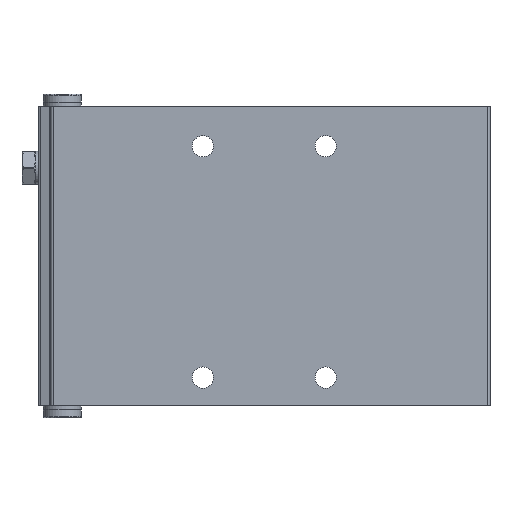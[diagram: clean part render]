
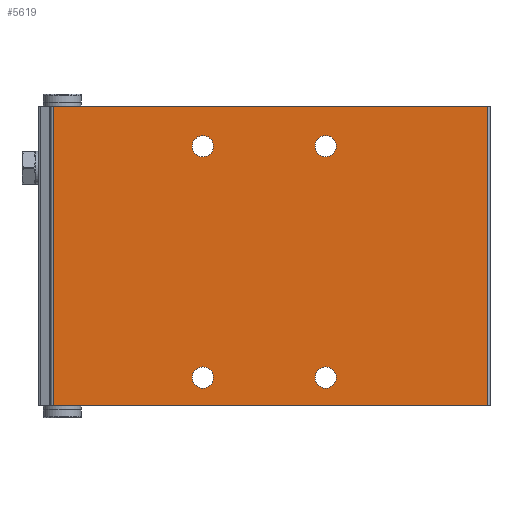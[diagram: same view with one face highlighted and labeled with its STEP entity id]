
A CAD part, front view. The second image highlights one B-rep face of the part: STEP entity #5619.
In plain terms, the highlighted planar face has unit normal (0, -1, 0).
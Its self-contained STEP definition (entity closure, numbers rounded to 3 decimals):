
#57=PLANE('',#6429);
#323=LINE('',#9004,#805);
#324=LINE('',#9016,#806);
#325=LINE('',#9018,#807);
#326=LINE('',#9020,#808);
#805=VECTOR('',#7070,1000.);
#806=VECTOR('',#7083,1000.);
#807=VECTOR('',#7084,1000.);
#808=VECTOR('',#7085,1000.);
#1379=ORIENTED_EDGE('',*,*,#2910,.T.);
#1380=ORIENTED_EDGE('',*,*,#2911,.T.);
#1381=ORIENTED_EDGE('',*,*,#2912,.T.);
#1382=ORIENTED_EDGE('',*,*,#2913,.T.);
#1383=ORIENTED_EDGE('',*,*,#2914,.T.);
#1384=ORIENTED_EDGE('',*,*,#2915,.F.);
#1385=ORIENTED_EDGE('',*,*,#2916,.F.);
#1386=ORIENTED_EDGE('',*,*,#2908,.T.);
#2908=EDGE_CURVE('',#3673,#3672,#323,.T.);
#2910=EDGE_CURVE('',#3674,#3674,#4201,.T.);
#2911=EDGE_CURVE('',#3675,#3675,#4202,.T.);
#2912=EDGE_CURVE('',#3676,#3676,#4203,.T.);
#2913=EDGE_CURVE('',#3677,#3677,#4204,.T.);
#2914=EDGE_CURVE('',#3672,#3678,#324,.T.);
#2915=EDGE_CURVE('',#3679,#3678,#325,.T.);
#2916=EDGE_CURVE('',#3673,#3679,#326,.T.);
#3672=VERTEX_POINT('',#9003);
#3673=VERTEX_POINT('',#9005);
#3674=VERTEX_POINT('',#9009);
#3675=VERTEX_POINT('',#9011);
#3676=VERTEX_POINT('',#9013);
#3677=VERTEX_POINT('',#9015);
#3678=VERTEX_POINT('',#9017);
#3679=VERTEX_POINT('',#9019);
#4201=CIRCLE('',#6430,2.25);
#4202=CIRCLE('',#6431,2.25);
#4203=CIRCLE('',#6432,2.25);
#4204=CIRCLE('',#6433,2.25);
#4449=EDGE_LOOP('',(#1379));
#4450=EDGE_LOOP('',(#1380));
#4451=EDGE_LOOP('',(#1381));
#4452=EDGE_LOOP('',(#1382));
#4453=EDGE_LOOP('',(#1383,#1384,#1385,#1386));
#4995=FACE_BOUND('',#4449,.T.);
#4996=FACE_BOUND('',#4450,.T.);
#4997=FACE_BOUND('',#4451,.T.);
#4998=FACE_BOUND('',#4452,.T.);
#4999=FACE_BOUND('',#4453,.T.);
#5619=ADVANCED_FACE('',(#4995,#4996,#4997,#4998,#4999),#57,.F.);
#6429=AXIS2_PLACEMENT_3D('',#9007,#7073,#7074);
#6430=AXIS2_PLACEMENT_3D('',#9008,#7075,#7076);
#6431=AXIS2_PLACEMENT_3D('',#9010,#7077,#7078);
#6432=AXIS2_PLACEMENT_3D('',#9012,#7079,#7080);
#6433=AXIS2_PLACEMENT_3D('',#9014,#7081,#7082);
#7070=DIRECTION('',(0.,0.,-1.));
#7073=DIRECTION('',(0.,1.,0.));
#7074=DIRECTION('',(0.,0.,1.));
#7075=DIRECTION('',(0.,1.,0.));
#7076=DIRECTION('',(0.,0.,1.));
#7077=DIRECTION('',(0.,1.,0.));
#7078=DIRECTION('',(0.,0.,1.));
#7079=DIRECTION('',(0.,1.,0.));
#7080=DIRECTION('',(0.,0.,1.));
#7081=DIRECTION('',(0.,1.,0.));
#7082=DIRECTION('',(0.,0.,1.));
#7083=DIRECTION('',(1.,0.,0.));
#7084=DIRECTION('',(0.,0.,-1.));
#7085=DIRECTION('',(1.,0.,0.));
#9003=CARTESIAN_POINT('',(-47.3,0.,0.));
#9004=CARTESIAN_POINT('',(-47.3,0.,63.5));
#9005=CARTESIAN_POINT('',(-47.3,0.,63.5));
#9007=CARTESIAN_POINT('',(-47.3,0.,63.5));
#9008=CARTESIAN_POINT('',(-13.,0.,8.5));
#9009=CARTESIAN_POINT('',(-13.,0.,10.75));
#9010=CARTESIAN_POINT('',(13.,0.,57.5));
#9011=CARTESIAN_POINT('',(13.,0.,59.75));
#9012=CARTESIAN_POINT('',(-13.,0.,57.5));
#9013=CARTESIAN_POINT('',(-13.,0.,59.75));
#9014=CARTESIAN_POINT('',(13.,0.,8.5));
#9015=CARTESIAN_POINT('',(13.,0.,10.75));
#9016=CARTESIAN_POINT('',(-47.3,0.,0.));
#9017=CARTESIAN_POINT('',(44.7,0.,0.));
#9018=CARTESIAN_POINT('',(44.7,0.,63.5));
#9019=CARTESIAN_POINT('',(44.7,0.,63.5));
#9020=CARTESIAN_POINT('',(-47.3,0.,63.5));
